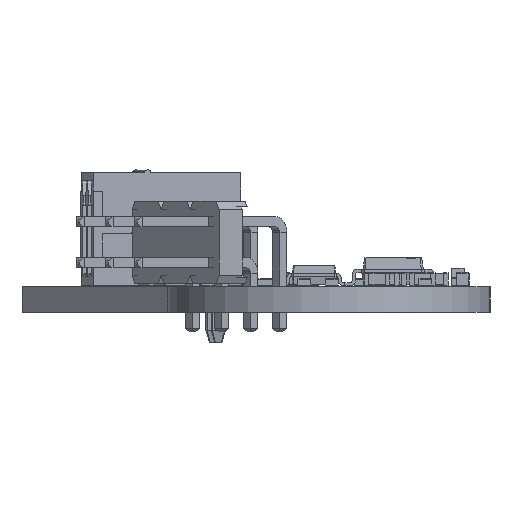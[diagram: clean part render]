
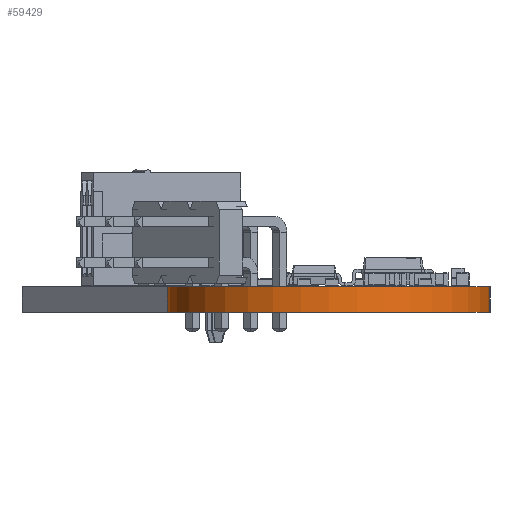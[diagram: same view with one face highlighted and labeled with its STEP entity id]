
A CAD part, left-side view. The second image highlights one B-rep face of the part: STEP entity #59429.
In plain terms, the highlighted cylindrical face has radius 10 mm (diameter 20 mm), a partial arc.
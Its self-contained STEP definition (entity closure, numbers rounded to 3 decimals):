
#59313 = EDGE_CURVE('',#59314,#59316,#59318,.T.);
#59314 = VERTEX_POINT('',#59315);
#59315 = CARTESIAN_POINT('',(0.,-10.,0.));
#59316 = VERTEX_POINT('',#59317);
#59317 = CARTESIAN_POINT('',(0.,-10.,1.6));
#59318 = SURFACE_CURVE('',#59319,(#59323,#59335),.PCURVE_S1.);
#59319 = LINE('',#59320,#59321);
#59320 = CARTESIAN_POINT('',(0.,-10.,0.));
#59321 = VECTOR('',#59322,1.);
#59322 = DIRECTION('',(0.,0.,1.));
#59323 = PCURVE('',#59324,#59329);
#59324 = PLANE('',#59325);
#59325 = AXIS2_PLACEMENT_3D('',#59326,#59327,#59328);
#59326 = CARTESIAN_POINT('',(0.,-10.,0.));
#59327 = DIRECTION('',(0.,1.,0.));
#59328 = DIRECTION('',(1.,0.,0.));
#59329 = DEFINITIONAL_REPRESENTATION('',(#59330),#59334);
#59330 = LINE('',#59331,#59332);
#59331 = CARTESIAN_POINT('',(0.,0.));
#59332 = VECTOR('',#59333,1.);
#59333 = DIRECTION('',(0.,-1.));
#59334 = ( GEOMETRIC_REPRESENTATION_CONTEXT(2) 
PARAMETRIC_REPRESENTATION_CONTEXT() REPRESENTATION_CONTEXT('2D SPACE',''
  ) );
#59335 = PCURVE('',#59336,#59341);
#59336 = CYLINDRICAL_SURFACE('',#59337,10.);
#59337 = AXIS2_PLACEMENT_3D('',#59338,#59339,#59340);
#59338 = CARTESIAN_POINT('',(0.,-0.,0.));
#59339 = DIRECTION('',(-0.,-0.,-1.));
#59340 = DIRECTION('',(1.,0.,-0.));
#59341 = DEFINITIONAL_REPRESENTATION('',(#59342),#59346);
#59342 = LINE('',#59343,#59344);
#59343 = CARTESIAN_POINT('',(-4.712,0.));
#59344 = VECTOR('',#59345,1.);
#59345 = DIRECTION('',(-0.,-1.));
#59346 = ( GEOMETRIC_REPRESENTATION_CONTEXT(2) 
PARAMETRIC_REPRESENTATION_CONTEXT() REPRESENTATION_CONTEXT('2D SPACE',''
  ) );
#59364 = PLANE('',#59365);
#59365 = AXIS2_PLACEMENT_3D('',#59366,#59367,#59368);
#59366 = CARTESIAN_POINT('',(79.068,1.928,1.6));
#59367 = DIRECTION('',(0.,0.,1.));
#59368 = DIRECTION('',(1.,0.,-0.));
#59418 = PLANE('',#59419);
#59419 = AXIS2_PLACEMENT_3D('',#59420,#59421,#59422);
#59420 = CARTESIAN_POINT('',(79.068,1.928,0.));
#59421 = DIRECTION('',(0.,0.,1.));
#59422 = DIRECTION('',(1.,0.,-0.));
#59429 = ADVANCED_FACE('',(#59430),#59336,.T.);
#59430 = FACE_BOUND('',#59431,.F.);
#59431 = EDGE_LOOP('',(#59432,#59462,#59484,#59485));
#59432 = ORIENTED_EDGE('',*,*,#59433,.T.);
#59433 = EDGE_CURVE('',#59434,#59436,#59438,.T.);
#59434 = VERTEX_POINT('',#59435);
#59435 = CARTESIAN_POINT('',(0.,10.,0.));
#59436 = VERTEX_POINT('',#59437);
#59437 = CARTESIAN_POINT('',(0.,10.,1.6));
#59438 = SURFACE_CURVE('',#59439,(#59443,#59450),.PCURVE_S1.);
#59439 = LINE('',#59440,#59441);
#59440 = CARTESIAN_POINT('',(0.,10.,0.));
#59441 = VECTOR('',#59442,1.);
#59442 = DIRECTION('',(0.,0.,1.));
#59443 = PCURVE('',#59336,#59444);
#59444 = DEFINITIONAL_REPRESENTATION('',(#59445),#59449);
#59445 = LINE('',#59446,#59447);
#59446 = CARTESIAN_POINT('',(-1.571,0.));
#59447 = VECTOR('',#59448,1.);
#59448 = DIRECTION('',(-0.,-1.));
#59449 = ( GEOMETRIC_REPRESENTATION_CONTEXT(2) 
PARAMETRIC_REPRESENTATION_CONTEXT() REPRESENTATION_CONTEXT('2D SPACE',''
  ) );
#59450 = PCURVE('',#59451,#59456);
#59451 = PLANE('',#59452);
#59452 = AXIS2_PLACEMENT_3D('',#59453,#59454,#59455);
#59453 = CARTESIAN_POINT('',(102.,19.,0.));
#59454 = DIRECTION('',(0.088,-0.996,0.));
#59455 = DIRECTION('',(-0.996,-0.088,0.));
#59456 = DEFINITIONAL_REPRESENTATION('',(#59457),#59461);
#59457 = LINE('',#59458,#59459);
#59458 = CARTESIAN_POINT('',(102.396,0.));
#59459 = VECTOR('',#59460,1.);
#59460 = DIRECTION('',(0.,-1.));
#59461 = ( GEOMETRIC_REPRESENTATION_CONTEXT(2) 
PARAMETRIC_REPRESENTATION_CONTEXT() REPRESENTATION_CONTEXT('2D SPACE',''
  ) );
#59462 = ORIENTED_EDGE('',*,*,#59463,.T.);
#59463 = EDGE_CURVE('',#59436,#59316,#59464,.T.);
#59464 = SURFACE_CURVE('',#59465,(#59470,#59477),.PCURVE_S1.);
#59465 = CIRCLE('',#59466,10.);
#59466 = AXIS2_PLACEMENT_3D('',#59467,#59468,#59469);
#59467 = CARTESIAN_POINT('',(0.,0.,1.6));
#59468 = DIRECTION('',(0.,0.,1.));
#59469 = DIRECTION('',(1.,0.,-0.));
#59470 = PCURVE('',#59336,#59471);
#59471 = DEFINITIONAL_REPRESENTATION('',(#59472),#59476);
#59472 = LINE('',#59473,#59474);
#59473 = CARTESIAN_POINT('',(-0.,-1.6));
#59474 = VECTOR('',#59475,1.);
#59475 = DIRECTION('',(-1.,0.));
#59476 = ( GEOMETRIC_REPRESENTATION_CONTEXT(2) 
PARAMETRIC_REPRESENTATION_CONTEXT() REPRESENTATION_CONTEXT('2D SPACE',''
  ) );
#59477 = PCURVE('',#59364,#59478);
#59478 = DEFINITIONAL_REPRESENTATION('',(#59479),#59483);
#59479 = CIRCLE('',#59480,10.);
#59480 = AXIS2_PLACEMENT_2D('',#59481,#59482);
#59481 = CARTESIAN_POINT('',(-79.068,-1.928));
#59482 = DIRECTION('',(1.,0.));
#59483 = ( GEOMETRIC_REPRESENTATION_CONTEXT(2) 
PARAMETRIC_REPRESENTATION_CONTEXT() REPRESENTATION_CONTEXT('2D SPACE',''
  ) );
#59484 = ORIENTED_EDGE('',*,*,#59313,.F.);
#59485 = ORIENTED_EDGE('',*,*,#59486,.F.);
#59486 = EDGE_CURVE('',#59434,#59314,#59487,.T.);
#59487 = SURFACE_CURVE('',#59488,(#59493,#59500),.PCURVE_S1.);
#59488 = CIRCLE('',#59489,10.);
#59489 = AXIS2_PLACEMENT_3D('',#59490,#59491,#59492);
#59490 = CARTESIAN_POINT('',(0.,-0.,0.));
#59491 = DIRECTION('',(0.,0.,1.));
#59492 = DIRECTION('',(1.,0.,-0.));
#59493 = PCURVE('',#59336,#59494);
#59494 = DEFINITIONAL_REPRESENTATION('',(#59495),#59499);
#59495 = LINE('',#59496,#59497);
#59496 = CARTESIAN_POINT('',(-0.,0.));
#59497 = VECTOR('',#59498,1.);
#59498 = DIRECTION('',(-1.,0.));
#59499 = ( GEOMETRIC_REPRESENTATION_CONTEXT(2) 
PARAMETRIC_REPRESENTATION_CONTEXT() REPRESENTATION_CONTEXT('2D SPACE',''
  ) );
#59500 = PCURVE('',#59418,#59501);
#59501 = DEFINITIONAL_REPRESENTATION('',(#59502),#59506);
#59502 = CIRCLE('',#59503,10.);
#59503 = AXIS2_PLACEMENT_2D('',#59504,#59505);
#59504 = CARTESIAN_POINT('',(-79.068,-1.928));
#59505 = DIRECTION('',(1.,0.));
#59506 = ( GEOMETRIC_REPRESENTATION_CONTEXT(2) 
PARAMETRIC_REPRESENTATION_CONTEXT() REPRESENTATION_CONTEXT('2D SPACE',''
  ) );
